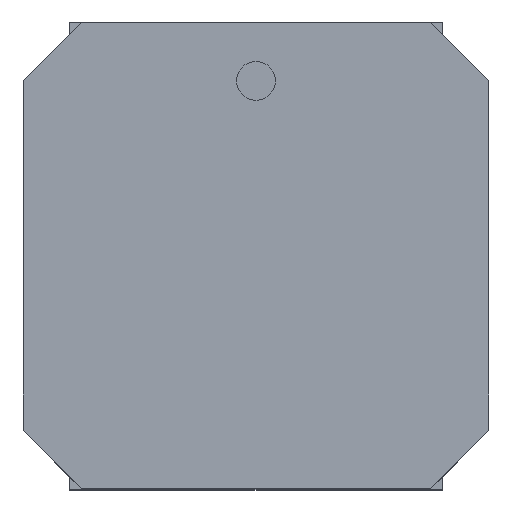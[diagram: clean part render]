
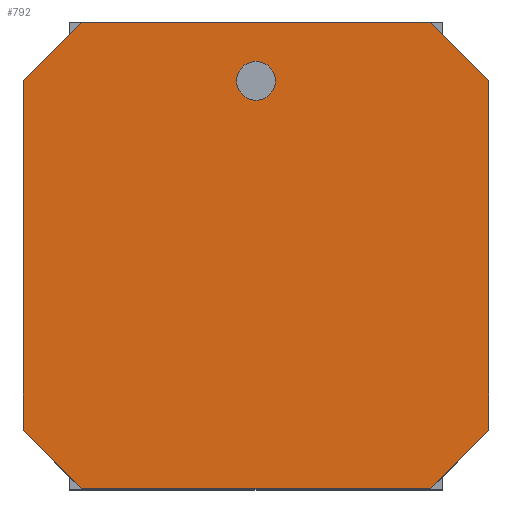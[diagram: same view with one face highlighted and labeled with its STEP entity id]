
A CAD part, top view. The second image highlights one B-rep face of the part: STEP entity #792.
In plain terms, the highlighted planar face has unit normal (0, 0, 1).
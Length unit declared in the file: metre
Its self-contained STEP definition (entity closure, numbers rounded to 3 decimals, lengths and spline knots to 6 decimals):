
#45=CIRCLE('',#970,0.00025);
#71=ORIENTED_EDGE('',*,*,#291,.F.);
#72=ORIENTED_EDGE('',*,*,#281,.F.);
#73=ORIENTED_EDGE('',*,*,#292,.T.);
#74=ORIENTED_EDGE('',*,*,#275,.F.);
#75=ORIENTED_EDGE('',*,*,#293,.T.);
#76=ORIENTED_EDGE('',*,*,#283,.T.);
#77=ORIENTED_EDGE('',*,*,#294,.T.);
#78=ORIENTED_EDGE('',*,*,#289,.T.);
#79=ORIENTED_EDGE('',*,*,#295,.T.);
#275=EDGE_CURVE('',#385,#386,#459,.T.);
#281=EDGE_CURVE('',#391,#392,#465,.T.);
#283=EDGE_CURVE('',#393,#394,#467,.T.);
#289=EDGE_CURVE('',#400,#399,#473,.T.);
#291=EDGE_CURVE('',#401,#401,#45,.T.);
#292=EDGE_CURVE('',#391,#386,#475,.F.);
#293=EDGE_CURVE('',#385,#393,#476,.T.);
#294=EDGE_CURVE('',#394,#400,#477,.F.);
#295=EDGE_CURVE('',#399,#392,#478,.T.);
#385=VERTEX_POINT('',#1226);
#386=VERTEX_POINT('',#1227);
#391=VERTEX_POINT('',#1238);
#392=VERTEX_POINT('',#1240);
#393=VERTEX_POINT('',#1244);
#394=VERTEX_POINT('',#1245);
#399=VERTEX_POINT('',#1256);
#400=VERTEX_POINT('',#1258);
#401=VERTEX_POINT('',#1262);
#459=LINE('',#1225,#559);
#465=LINE('',#1239,#565);
#467=LINE('',#1243,#567);
#473=LINE('',#1257,#573);
#475=LINE('',#1263,#575);
#476=LINE('',#1264,#576);
#477=LINE('',#1265,#577);
#478=LINE('',#1266,#578);
#559=VECTOR('',#1021,1.);
#565=VECTOR('',#1029,1.);
#567=VECTOR('',#1033,1.);
#573=VECTOR('',#1041,1.);
#575=VECTOR('',#1047,1.);
#576=VECTOR('',#1048,1.);
#577=VECTOR('',#1049,1.);
#578=VECTOR('',#1050,1.);
#663=EDGE_LOOP('',(#71));
#664=EDGE_LOOP('',(#72,#73,#74,#75,#76,#77,#78,#79));
#709=FACE_BOUND('',#663,.T.);
#710=FACE_BOUND('',#664,.T.);
#755=PLANE('',#969);
#792=ADVANCED_FACE('',(#709,#710),#755,.T.);
#969=AXIS2_PLACEMENT_3D('',#1260,#1043,#1044);
#970=AXIS2_PLACEMENT_3D('',#1261,#1045,#1046);
#1021=DIRECTION('',(1.,0.,0.));
#1029=DIRECTION('',(0.,-1.,0.));
#1033=DIRECTION('',(0.,-1.,0.));
#1041=DIRECTION('',(1.,0.,0.));
#1043=DIRECTION('',(0.,0.,1.));
#1044=DIRECTION('',(1.,0.,0.));
#1045=DIRECTION('',(0.,0.,1.));
#1046=DIRECTION('',(1.,0.,0.));
#1047=DIRECTION('',(0.707,-0.707,0.));
#1048=DIRECTION('',(-0.707,-0.707,0.));
#1049=DIRECTION('',(-0.707,0.707,0.));
#1050=DIRECTION('',(0.707,0.707,0.));
#1225=CARTESIAN_POINT('',(0.,0.003,0.0045));
#1226=CARTESIAN_POINT('',(-0.00225,0.003,0.0045));
#1227=CARTESIAN_POINT('',(0.00225,0.003,0.0045));
#1238=CARTESIAN_POINT('',(0.003,0.00225,0.0045));
#1239=CARTESIAN_POINT('',(0.003,0.,0.0045));
#1240=CARTESIAN_POINT('',(0.003,-0.00225,0.0045));
#1243=CARTESIAN_POINT('',(-0.003,0.,0.0045));
#1244=CARTESIAN_POINT('',(-0.003,0.00225,0.0045));
#1245=CARTESIAN_POINT('',(-0.003,-0.00225,0.0045));
#1256=CARTESIAN_POINT('',(0.00225,-0.003,0.0045));
#1257=CARTESIAN_POINT('',(0.,-0.003,0.0045));
#1258=CARTESIAN_POINT('',(-0.00225,-0.003,0.0045));
#1260=CARTESIAN_POINT('',(0.,0.,0.0045));
#1261=CARTESIAN_POINT('',(0.,0.00225,0.0045));
#1262=CARTESIAN_POINT('',(0.00025,0.00225,0.0045));
#1263=CARTESIAN_POINT('',(0.002625,0.002625,0.0045));
#1264=CARTESIAN_POINT('',(-0.002625,0.002625,0.0045));
#1265=CARTESIAN_POINT('',(-0.002625,-0.002625,0.0045));
#1266=CARTESIAN_POINT('',(0.002625,-0.002625,0.0045));
